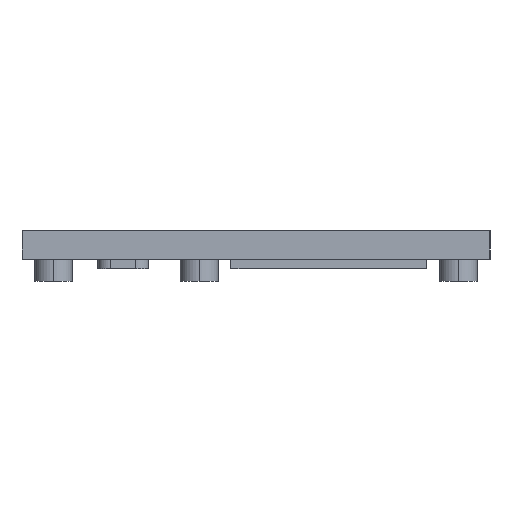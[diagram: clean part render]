
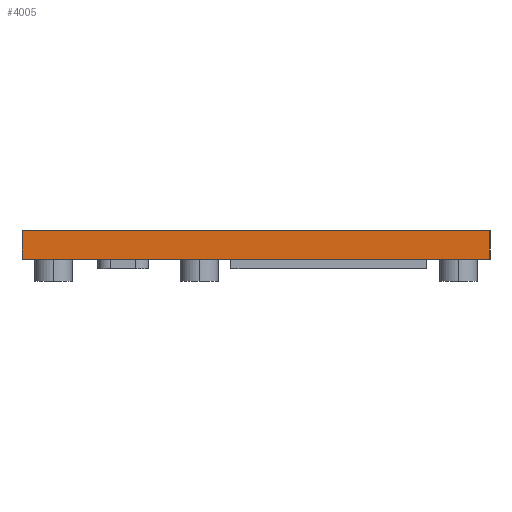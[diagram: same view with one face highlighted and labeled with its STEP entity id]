
A CAD part, left-side view. The second image highlights one B-rep face of the part: STEP entity #4005.
In plain terms, the highlighted planar face has unit normal (-1, 0, 0).
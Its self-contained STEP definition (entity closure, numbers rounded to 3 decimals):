
#4 = CARTESIAN_POINT ( 'NONE',  ( 81., -46., 0. ) ) ;
#41 = LINE ( 'NONE', #3153, #3214 ) ;
#96 = LINE ( 'NONE', #1471, #2042 ) ;
#113 = ORIENTED_EDGE ( 'NONE', *, *, #1741, .F. ) ;
#141 = ORIENTED_EDGE ( 'NONE', *, *, #2640, .T. ) ;
#385 = AXIS2_PLACEMENT_3D ( 'NONE', #4080, #2310, #542 ) ;
#498 = PLANE ( 'NONE',  #385 ) ;
#526 = DIRECTION ( 'NONE',  ( 0., 0., -1. ) ) ;
#531 = VERTEX_POINT ( 'NONE', #2075 ) ;
#542 = DIRECTION ( 'NONE',  ( 0., 0., -1. ) ) ;
#606 = EDGE_CURVE ( 'NONE', #531, #2330, #96, .T. ) ;
#676 = VECTOR ( 'NONE', #4238, 1000. ) ;
#848 = EDGE_CURVE ( 'NONE', #2324, #2330, #4428, .T. ) ;
#1028 = CARTESIAN_POINT ( 'NONE',  ( 81., -120., 4.5 ) ) ;
#1053 = ORIENTED_EDGE ( 'NONE', *, *, #606, .F. ) ;
#1353 = CARTESIAN_POINT ( 'NONE',  ( 81., -120., 0. ) ) ;
#1412 = LINE ( 'NONE', #1028, #676 ) ;
#1471 = CARTESIAN_POINT ( 'NONE',  ( 81., -120., 4.5 ) ) ;
#1741 = EDGE_CURVE ( 'NONE', #4434, #531, #1412, .T. ) ;
#2042 = VECTOR ( 'NONE', #526, 1000. ) ;
#2075 = CARTESIAN_POINT ( 'NONE',  ( 81., -120., 4.5 ) ) ;
#2286 = FACE_OUTER_BOUND ( 'NONE', #3622, .T. ) ;
#2290 = CARTESIAN_POINT ( 'NONE',  ( 81., -120., 0. ) ) ;
#2310 = DIRECTION ( 'NONE',  ( 1., 0., 0. ) ) ;
#2324 = VERTEX_POINT ( 'NONE', #4 ) ;
#2330 = VERTEX_POINT ( 'NONE', #1353 ) ;
#2408 = CARTESIAN_POINT ( 'NONE',  ( 81., -46., 4.5 ) ) ;
#2640 = EDGE_CURVE ( 'NONE', #4434, #2324, #41, .T. ) ;
#2814 = ORIENTED_EDGE ( 'NONE', *, *, #848, .T. ) ;
#3038 = DIRECTION ( 'NONE',  ( 0., -1., 0. ) ) ;
#3153 = CARTESIAN_POINT ( 'NONE',  ( 81., -46., 4.5 ) ) ;
#3214 = VECTOR ( 'NONE', #3596, 1000. ) ;
#3596 = DIRECTION ( 'NONE',  ( 0., 0., -1. ) ) ;
#3622 = EDGE_LOOP ( 'NONE', ( #2814, #1053, #113, #141 ) ) ;
#3821 = VECTOR ( 'NONE', #3038, 1000. ) ;
#4005 = ADVANCED_FACE ( 'NONE', ( #2286 ), #498, .F. ) ;
#4080 = CARTESIAN_POINT ( 'NONE',  ( 81., -120., 4.5 ) ) ;
#4238 = DIRECTION ( 'NONE',  ( 0., -1., 0. ) ) ;
#4428 = LINE ( 'NONE', #2290, #3821 ) ;
#4434 = VERTEX_POINT ( 'NONE', #2408 ) ;
